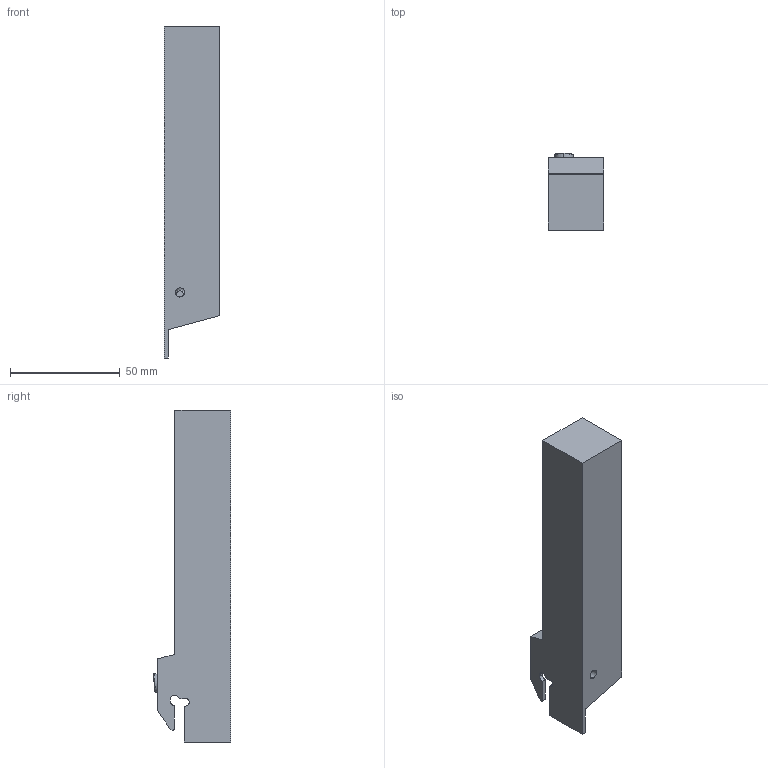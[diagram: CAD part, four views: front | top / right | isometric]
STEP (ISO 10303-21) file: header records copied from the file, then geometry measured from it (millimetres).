
FILE_DESCRIPTION(/* description */ (''),/* implementation_level */ '2;1');
FILE_NAME(/* name */ 'GYQRUS16D00-E20.stp',/* time_stamp */ '2021-04-02T17:56:17+09:00',/* author */ (''),/* organization */ (''),/* preprocessor_version */ 'ST-DEVELOPER v16',/* originating_system */ 'SIEMENS PLM Software NX 10.0',/* authorisation */ '');
FILE_SCHEMA (('AUTOMOTIVE_DESIGN { 1 0 10303 214 3 1 1 1 }'));
Length unit declared in the file: millimetre
Products named in the file (1): GYQRUS16D00-E20_ASM
Bounding box: 25.4 x 35.22 x 151.4 mm (x, y, z)
Volume: 88760.3 mm3; surface area: 17323 mm2
Topology: 2 solids, 2 shells, 56 faces, 148 edges, 102 vertices
Faces by surface type: plane 29, cylinder 16, cone 6, torus 5
Entity records: 2182 total; most frequent: CARTESIAN_POINT 505, DIRECTION 314, ORIENTED_EDGE 296, EDGE_CURVE 148, AXIS2_PLACEMENT_3D 115, VERTEX_POINT 99, LINE 84, VECTOR 84
